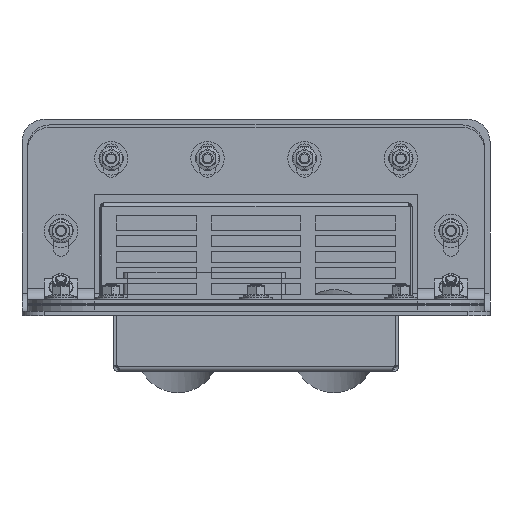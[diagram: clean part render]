
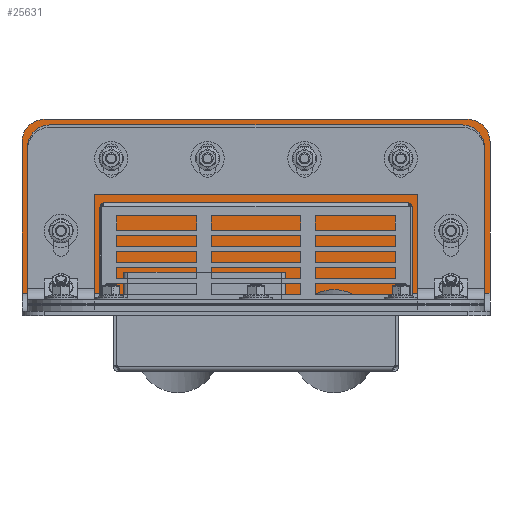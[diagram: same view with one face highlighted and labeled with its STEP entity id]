
A CAD part, left-side view. The second image highlights one B-rep face of the part: STEP entity #25631.
In plain terms, the highlighted planar face has unit normal (-1, 0, 0).
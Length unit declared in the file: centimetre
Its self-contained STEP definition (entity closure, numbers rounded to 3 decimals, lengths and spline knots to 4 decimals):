
#611=FACE_BOUND('',#3753,.T.);
#612=FACE_BOUND('',#3754,.T.);
#1349=PLANE('',#27334);
#2133=FACE_OUTER_BOUND('',#3752,.T.);
#3752=EDGE_LOOP('',(#17805,#17806,#17807,#17808,#17809,#17810,#17811,#17812,
#17813,#17814,#17815,#17816,#17817,#17818,#17819,#17820));
#3753=EDGE_LOOP('',(#17821));
#3754=EDGE_LOOP('',(#17822));
#5629=LINE('',#38483,#7927);
#5642=LINE('',#38518,#7940);
#5643=LINE('',#38520,#7941);
#5644=LINE('',#38522,#7942);
#5645=LINE('',#38524,#7943);
#5646=LINE('',#38526,#7944);
#5647=LINE('',#38530,#7945);
#5648=LINE('',#38534,#7946);
#5649=LINE('',#38536,#7947);
#5650=LINE('',#38538,#7948);
#5651=LINE('',#38540,#7949);
#5652=LINE('',#38541,#7950);
#7927=VECTOR('',#30291,10.);
#7940=VECTOR('',#30318,10.);
#7941=VECTOR('',#30319,10.);
#7942=VECTOR('',#30320,10.);
#7943=VECTOR('',#30321,10.);
#7944=VECTOR('',#30322,17.76);
#7945=VECTOR('',#30325,10.);
#7946=VECTOR('',#30328,17.76);
#7947=VECTOR('',#30329,10.);
#7948=VECTOR('',#30330,10.);
#7949=VECTOR('',#30331,10.);
#7950=VECTOR('',#30332,10.);
#10176=CIRCLE('',#27320,35.25);
#10178=CIRCLE('',#27323,35.25);
#10180=CIRCLE('',#27326,7.5);
#10184=CIRCLE('',#27333,7.5);
#10185=CIRCLE('',#27335,20.);
#10186=CIRCLE('',#27336,20.);
#11429=VERTEX_POINT('',#38460);
#11431=VERTEX_POINT('',#38466);
#11434=VERTEX_POINT('',#38473);
#11435=VERTEX_POINT('',#38475);
#11437=VERTEX_POINT('',#38481);
#11451=VERTEX_POINT('',#38513);
#11452=VERTEX_POINT('',#38517);
#11453=VERTEX_POINT('',#38519);
#11454=VERTEX_POINT('',#38521);
#11455=VERTEX_POINT('',#38523);
#11456=VERTEX_POINT('',#38525);
#11457=VERTEX_POINT('',#38527);
#11458=VERTEX_POINT('',#38529);
#11459=VERTEX_POINT('',#38531);
#11460=VERTEX_POINT('',#38533);
#11461=VERTEX_POINT('',#38535);
#11462=VERTEX_POINT('',#38537);
#11463=VERTEX_POINT('',#38539);
#13807=EDGE_CURVE('',#11429,#11429,#10176,.T.);
#13810=EDGE_CURVE('',#11431,#11431,#10178,.T.);
#13813=EDGE_CURVE('',#11434,#11435,#10180,.T.);
#13817=EDGE_CURVE('',#11437,#11434,#5629,.T.);
#13832=EDGE_CURVE('',#11451,#11437,#10184,.T.);
#13834=EDGE_CURVE('',#11451,#11452,#5642,.T.);
#13835=EDGE_CURVE('',#11452,#11453,#5643,.T.);
#13836=EDGE_CURVE('',#11453,#11454,#5644,.T.);
#13837=EDGE_CURVE('',#11454,#11455,#5645,.T.);
#13838=EDGE_CURVE('',#11456,#11455,#5646,.T.);
#13839=EDGE_CURVE('',#11457,#11456,#10185,.T.);
#13840=EDGE_CURVE('',#11457,#11458,#5647,.T.);
#13841=EDGE_CURVE('',#11459,#11458,#10186,.T.);
#13842=EDGE_CURVE('',#11459,#11460,#5648,.T.);
#13843=EDGE_CURVE('',#11460,#11461,#5649,.T.);
#13844=EDGE_CURVE('',#11461,#11462,#5650,.T.);
#13845=EDGE_CURVE('',#11462,#11463,#5651,.T.);
#13846=EDGE_CURVE('',#11463,#11435,#5652,.T.);
#17805=ORIENTED_EDGE('',*,*,#13813,.F.);
#17806=ORIENTED_EDGE('',*,*,#13817,.F.);
#17807=ORIENTED_EDGE('',*,*,#13832,.F.);
#17808=ORIENTED_EDGE('',*,*,#13834,.T.);
#17809=ORIENTED_EDGE('',*,*,#13835,.T.);
#17810=ORIENTED_EDGE('',*,*,#13836,.T.);
#17811=ORIENTED_EDGE('',*,*,#13837,.T.);
#17812=ORIENTED_EDGE('',*,*,#13838,.F.);
#17813=ORIENTED_EDGE('',*,*,#13839,.F.);
#17814=ORIENTED_EDGE('',*,*,#13840,.T.);
#17815=ORIENTED_EDGE('',*,*,#13841,.F.);
#17816=ORIENTED_EDGE('',*,*,#13842,.T.);
#17817=ORIENTED_EDGE('',*,*,#13843,.T.);
#17818=ORIENTED_EDGE('',*,*,#13844,.T.);
#17819=ORIENTED_EDGE('',*,*,#13845,.T.);
#17820=ORIENTED_EDGE('',*,*,#13846,.T.);
#17821=ORIENTED_EDGE('',*,*,#13807,.T.);
#17822=ORIENTED_EDGE('',*,*,#13810,.T.);
#25631=ADVANCED_FACE('',(#2133,#611,#612),#1349,.T.);
#27320=AXIS2_PLACEMENT_3D('',#38462,#30270,#30271);
#27323=AXIS2_PLACEMENT_3D('',#38468,#30277,#30278);
#27326=AXIS2_PLACEMENT_3D('',#38476,#30284,#30285);
#27333=AXIS2_PLACEMENT_3D('',#38514,#30313,#30314);
#27334=AXIS2_PLACEMENT_3D('',#38516,#30316,#30317);
#27335=AXIS2_PLACEMENT_3D('',#38528,#30323,#30324);
#27336=AXIS2_PLACEMENT_3D('',#38532,#30326,#30327);
#30270=DIRECTION('center_axis',(1.,0.,0.));
#30271=DIRECTION('ref_axis',(0.,0.,
1.));
#30277=DIRECTION('center_axis',(1.,0.,0.));
#30278=DIRECTION('ref_axis',(0.,0.,
1.));
#30284=DIRECTION('center_axis',(1.,0.,0.));
#30285=DIRECTION('ref_axis',(0.,0.707,-0.707));
#30291=DIRECTION('',(0.,1.,0.));
#30313=DIRECTION('center_axis',(1.,0.,0.));
#30314=DIRECTION('ref_axis',(0.,-0.707,-0.707));
#30316=DIRECTION('center_axis',(-1.,0.,0.));
#30317=DIRECTION('ref_axis',(0.,-1.,0.));
#30318=DIRECTION('',(0.,0.,1.));
#30319=DIRECTION('',(0.,-1.,0.));
#30320=DIRECTION('',(0.,0.,-1.));
#30321=DIRECTION('',(0.,-1.,0.));
#30322=DIRECTION('',(0.,0.,-1.));
#30323=DIRECTION('center_axis',(1.,0.,0.));
#30324=DIRECTION('ref_axis',(0.,-0.707,0.707));
#30325=DIRECTION('',(0.,1.,0.));
#30326=DIRECTION('center_axis',(1.,0.,0.));
#30327=DIRECTION('ref_axis',(0.,0.707,0.707));
#30328=DIRECTION('',(0.,0.,-1.));
#30329=DIRECTION('',(0.,-1.,0.));
#30330=DIRECTION('',(0.,0.,1.));
#30331=DIRECTION('',(0.,-1.,0.));
#30332=DIRECTION('',(0.,0.,-1.));
#38460=CARTESIAN_POINT('',(285.,-70.,-47.25));
#38462=CARTESIAN_POINT('Origin',(285.,-70.,-12.));
#38466=CARTESIAN_POINT('',(285.,70.,-47.25));
#38468=CARTESIAN_POINT('Origin',(285.,70.,-12.));
#38473=CARTESIAN_POINT('',(285.,117.,-48.5));
#38475=CARTESIAN_POINT('',(285.,124.5,-41.));
#38476=CARTESIAN_POINT('Origin',(285.,117.,-41.));
#38481=CARTESIAN_POINT('',(285.,-117.,-48.5));
#38483=CARTESIAN_POINT('',(285.,-125.,-48.5));
#38513=CARTESIAN_POINT('',(285.,-124.5,-41.));
#38514=CARTESIAN_POINT('Origin',(285.,-117.,-41.));
#38516=CARTESIAN_POINT('Origin',(285.,167.5,84.0513));
#38517=CARTESIAN_POINT('',(285.,-124.5,21.));
#38518=CARTESIAN_POINT('',(285.,-124.5,35.1507));
#38519=CARTESIAN_POINT('',(285.,-125.,21.));
#38520=CARTESIAN_POINT('',(285.,21.25,21.));
#38521=CARTESIAN_POINT('',(285.,-125.,20.));
#38522=CARTESIAN_POINT('',(285.,-125.,35.1507));
#38523=CARTESIAN_POINT('',(285.,-210.,20.));
#38524=CARTESIAN_POINT('',(285.,-167.5,20.));
#38525=CARTESIAN_POINT('',(285.,-210.,156.));
#38526=CARTESIAN_POINT('',(285.,-210.,-35.7947));
#38527=CARTESIAN_POINT('',(285.,-190.,176.));
#38528=CARTESIAN_POINT('Origin',(285.,-190.,156.));
#38529=CARTESIAN_POINT('',(285.,190.,176.));
#38530=CARTESIAN_POINT('',(285.,125.,176.));
#38531=CARTESIAN_POINT('',(285.,210.,156.));
#38532=CARTESIAN_POINT('Origin',(285.,190.,156.));
#38533=CARTESIAN_POINT('',(285.,210.,20.));
#38534=CARTESIAN_POINT('',(285.,210.,-35.7947));
#38535=CARTESIAN_POINT('',(285.,125.,20.));
#38536=CARTESIAN_POINT('',(285.,167.5,20.));
#38537=CARTESIAN_POINT('',(285.,125.,21.));
#38538=CARTESIAN_POINT('',(285.,125.,35.1507));
#38539=CARTESIAN_POINT('',(285.,124.5,21.));
#38540=CARTESIAN_POINT('',(285.,146.25,21.));
#38541=CARTESIAN_POINT('',(285.,124.5,35.1507));
